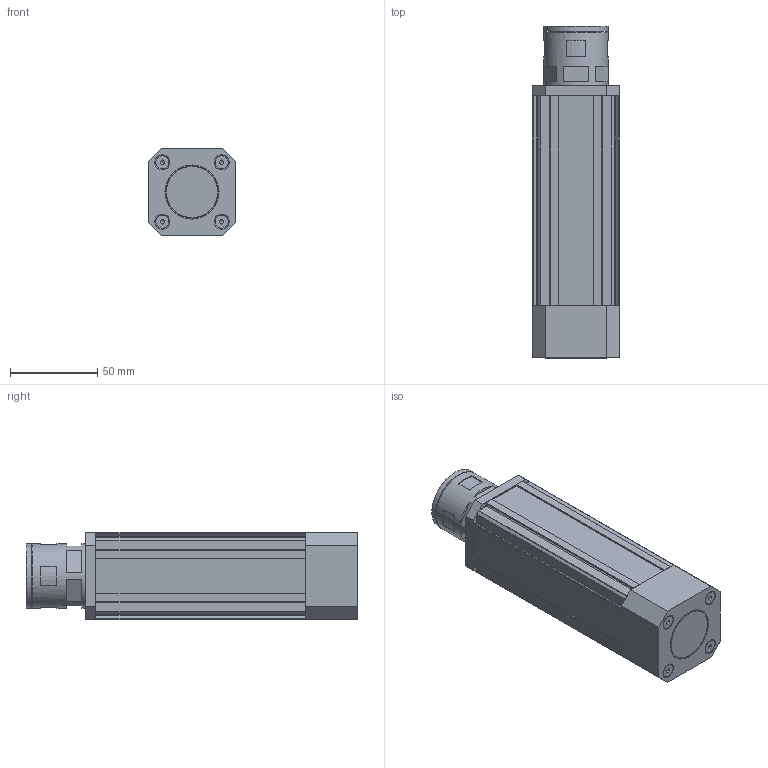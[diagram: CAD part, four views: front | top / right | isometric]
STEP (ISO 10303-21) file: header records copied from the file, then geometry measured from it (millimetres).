
FILE_DESCRIPTION(('STEP AP214'),'1');
FILE_NAME('CLB-S029.stp','2024-09-02T02:35:17',(' '),(' '),'Spatial InterOp 3D',' ',' ');
FILE_SCHEMA(('AUTOMOTIVE_DESIGN { 1 0 10303 214 1 1 1 1 }'));
Length unit declared in the file: metre
Products named in the file (10): CLB-S029; Colibri_Profil_Colibri S = 120mm; Component1; DIN 7991 - M4 x 40 --- 40S_DIN 7991 - M4 x 40 --- 40S; Deckel_Colibri_1,5mm O-Ring; Dichtung; Scheibe_30; Component2; R_ckwand_Colibri; FLEXA RQG-M25
Assembly tree (16 placements, depth 3):
  CLB-S029
    Colibri_Profil_Colibri S = 120mm
    Component1
      DIN 7991 - M4 x 40 --- 40S_DIN 7991 - M4 x 40 --- 40S  x4
      Deckel_Colibri_1,5mm O-Ring
      Dichtung
      Scheibe_30
    Component2
      R_ckwand_Colibri
      FLEXA RQG-M25
      DIN 7991 - M4 x 40 --- 40S_DIN 7991 - M4 x 40 --- 40S  x4
Bounding box: 50 x 190 x 50 mm (x, y, z)
Volume: 133949.5 mm3; surface area: 90501.3 mm2
Topology: 14 solids, 14 shells, 1821 faces, 3951 edges, 2185 vertices
Faces by surface type: cone 885, cylinder 628, plane 297, torus 11
Full cylindrical faces by diameter (mm): 4 x432, 4.2 x8, 6.524 x1, 7 x7, 7.64 x8, 20.5 x1, 25 x2, 28 x1, 28.5 x1, 29 x1, 29.8 x1, 29.9 x1, 30.95 x1, 31 x2, 37 x2, 40 x1, 42 x2
Entity records: 26828 total; most frequent: CARTESIAN_POINT 3128, DIRECTION 2864, ORIENTED_EDGE 2354, STYLED_ITEM 1752, PRESENTATION_STYLE_ASSIGNMENT 1752, COLOUR_RGB 1752, EDGE_CURVE 1177, CURVE_STYLE 1177
